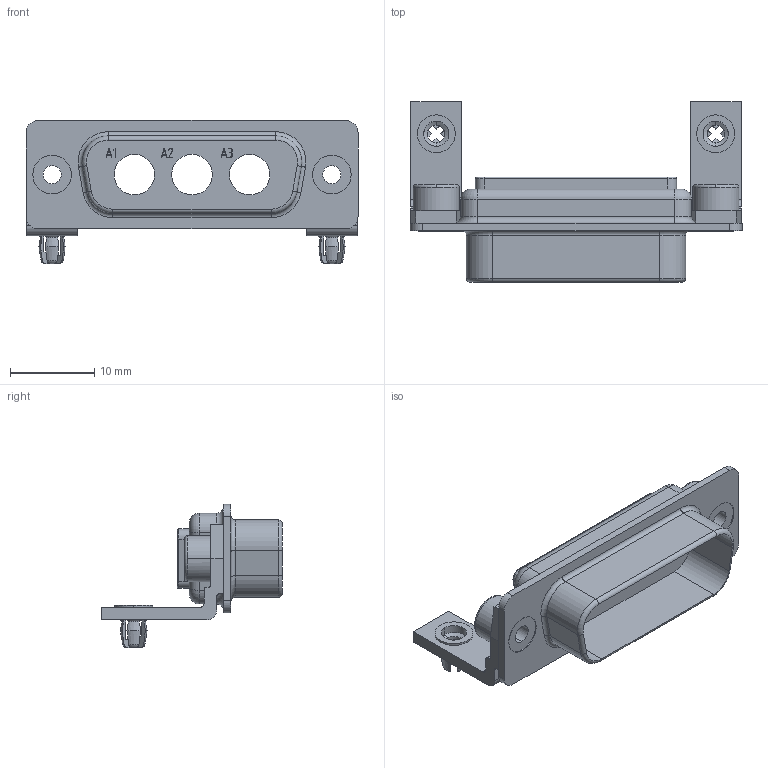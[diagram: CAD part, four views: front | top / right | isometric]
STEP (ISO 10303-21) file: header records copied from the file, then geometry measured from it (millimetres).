
FILE_DESCRIPTION(('Creo Elements/Direct Modeling STEP Export'),'2;1');
FILE_NAME('model.stp','2019-08-15T23:24:27',(''),(''),'Creo Elements/Direct Modeling STEP processor for AP214 (Solid Model)','Creo Elements/Direct Modeling 20.1A 29-Sep-2018 (C) Parametric Technology GmbH','');
FILE_SCHEMA(('AUTOMOTIVE_DESIGN { 1 0 10303 214 1 1 1 1 }'));
Length unit declared in the file: millimetre
Products named in the file (2): VS-15-ST-DSUB-3P-LH
Assembly tree (1 placements, depth 2):
  VS-15-ST-DSUB-3P-LH
    VS-15-ST-DSUB-3P-LH
Bounding box: 39.52 x 21.52 x 17.07 mm (x, y, z)
Volume: 2115.8 mm3; surface area: 3200.6 mm2
Topology: 1 solids, 1 shells, 467 faces, 1274 edges, 836 vertices
Faces by surface type: plane 249, cylinder 111, torus 48, extrusion 35, cone 24
Entity records: 21470 total; most frequent: CARTESIAN_POINT 6032, ORIENTED_EDGE 2548, DIRECTION 2193, EDGE_CURVE 1274, VECTOR 841, VERTEX_POINT 836, LINE 806, AXIS2_PLACEMENT_3D 676
